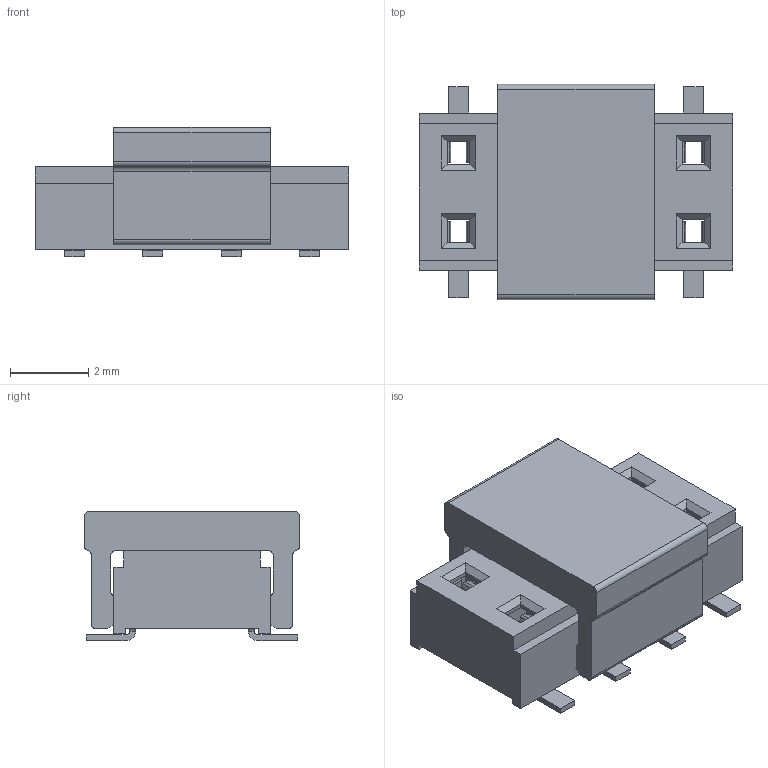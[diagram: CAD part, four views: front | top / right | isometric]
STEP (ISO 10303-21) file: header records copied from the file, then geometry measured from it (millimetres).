
FILE_DESCRIPTION(/* description */ (''),/* implementation_level */ '2;1');
FILE_NAME(/* name */ '7459-008-xx-00-PPxx.stp',/* time_stamp */ '2025-11-24T14:51:16+01:00',/* author */ ('Andreas.Larin'),/* organization */ (''),/* preprocessor_version */ 'ST-DEVELOPER v20',/* originating_system */ 'Autodesk Inventor 2025',/* authorisation */ '');
FILE_SCHEMA (('AUTOMOTIVE_DESIGN { 1 0 10303 214 3 1 1 }'));
Length unit declared in the file: millimetre
Products named in the file (3): 7459-008-xx-00-PPxx; 7459-Body3-CAP; 7459-008-xx-00-xxxx
Assembly tree (2 placements, depth 2):
  7459-008-xx-00-PPxx
    7459-Body3-CAP
    7459-008-xx-00-xxxx
Bounding box: 8 x 5.5 x 3.3 mm (x, y, z)
Volume: 78.3 mm3; surface area: 348.3 mm2
Topology: 2 solids, 2 shells, 945 faces, 2614 edges, 1660 vertices
Faces by surface type: plane 513, cylinder 352, bspline 80
Entity records: 32990 total; most frequent: CARTESIAN_POINT 8024, ORIENTED_EDGE 5228, DIRECTION 4706, EDGE_CURVE 2614, LINE 1814, VECTOR 1814, VERTEX_POINT 1660, AXIS2_PLACEMENT_3D 1446
